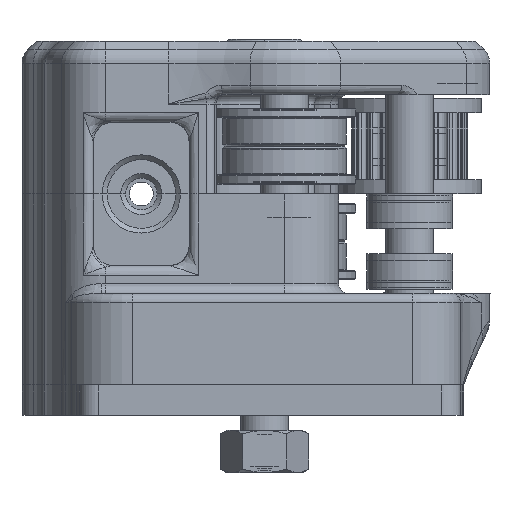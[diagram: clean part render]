
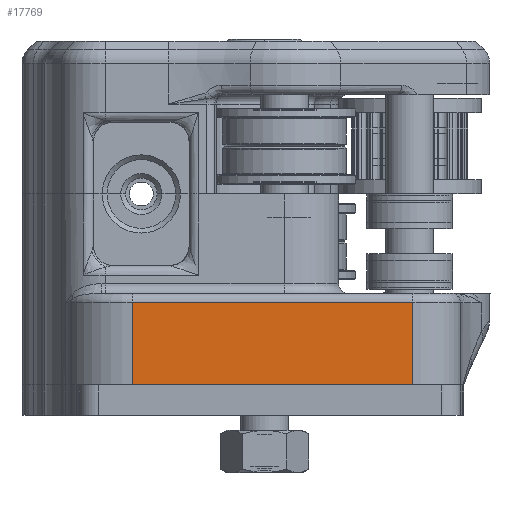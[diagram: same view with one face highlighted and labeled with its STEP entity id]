
A CAD part, left-side view. The second image highlights one B-rep face of the part: STEP entity #17769.
In plain terms, the highlighted planar face has unit normal (-1, 0, 0).
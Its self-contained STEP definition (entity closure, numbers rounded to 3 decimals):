
#2117=LINE('',#32941,#3445);
#2191=LINE('',#34965,#3519);
#2192=LINE('',#34966,#3520);
#2193=LINE('',#34967,#3521);
#3445=VECTOR('',#24014,1000.);
#3519=VECTOR('',#24268,1000.);
#3520=VECTOR('',#24269,1000.);
#3521=VECTOR('',#24270,1000.);
#4628=FACE_OUTER_BOUND('',#5799,.T.);
#5799=EDGE_LOOP('',(#14819,#14820,#14821,#14822));
#8305=VERTEX_POINT('',#32939);
#8306=VERTEX_POINT('',#32940);
#8433=VERTEX_POINT('',#34963);
#8434=VERTEX_POINT('',#34964);
#10498=EDGE_CURVE('',#8305,#8306,#2117,.T.);
#10652=EDGE_CURVE('',#8433,#8434,#2191,.T.);
#10653=EDGE_CURVE('',#8433,#8305,#2192,.T.);
#10654=EDGE_CURVE('',#8306,#8434,#2193,.T.);
#14819=ORIENTED_EDGE('',*,*,#10652,.F.);
#14820=ORIENTED_EDGE('',*,*,#10653,.T.);
#14821=ORIENTED_EDGE('',*,*,#10498,.T.);
#14822=ORIENTED_EDGE('',*,*,#10654,.T.);
#16946=PLANE('',#19884);
#17769=ADVANCED_FACE('',(#4628),#16946,.F.);
#19884=AXIS2_PLACEMENT_3D('',#34962,#24266,#24267);
#24014=DIRECTION('',(0.,-1.,0.));
#24266=DIRECTION('center_axis',(1.,0.,
0.));
#24267=DIRECTION('ref_axis',(0.,1.,0.));
#24268=DIRECTION('',(0.,-1.,0.));
#24269=DIRECTION('',(0.,0.,-1.));
#24270=DIRECTION('',(0.,0.,1.));
#32939=CARTESIAN_POINT('',(-56.5,181.426,91.7));
#32940=CARTESIAN_POINT('',(-56.5,152.048,91.7));
#32941=CARTESIAN_POINT('',(-56.5,158.192,91.7));
#34962=CARTESIAN_POINT('Origin',(-56.5,147.048,91.7));
#34963=CARTESIAN_POINT('',(-56.5,181.426,100.3));
#34964=CARTESIAN_POINT('',(-56.5,152.048,100.3));
#34965=CARTESIAN_POINT('',(-56.5,158.192,100.3));
#34966=CARTESIAN_POINT('',(-56.5,181.426,127.7));
#34967=CARTESIAN_POINT('',(-56.5,152.048,84.7));
